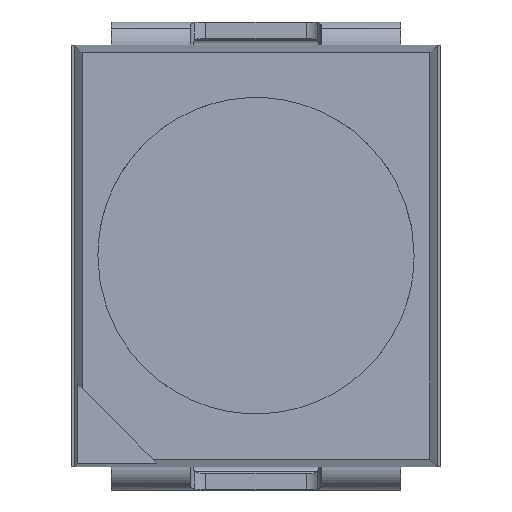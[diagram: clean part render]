
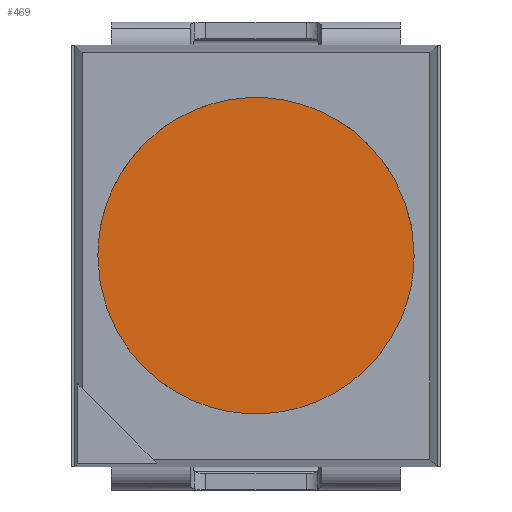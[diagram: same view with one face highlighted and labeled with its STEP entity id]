
A CAD part, top view. The second image highlights one B-rep face of the part: STEP entity #469.
In plain terms, the highlighted planar face has unit normal (0, 0, 1).
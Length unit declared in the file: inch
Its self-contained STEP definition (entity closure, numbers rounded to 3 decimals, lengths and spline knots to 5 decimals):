
#205 = EDGE_LOOP ( 'NONE', ( #1054, #1055 ) ) ;
#343 = VERTEX_POINT ( 'NONE', #1564 ) ;
#344 = VERTEX_POINT ( 'NONE', #1565 ) ;
#469 = ADVANCED_FACE ( 'NONE', ( #1300 ), #2081, .T. ) ;
#585 = EDGE_CURVE ( 'NONE', #343, #344, #2792, .T. ) ;
#589 = EDGE_CURVE ( 'NONE', #344, #343, #2793, .T. ) ;
#628 = AXIS2_PLACEMENT_3D ( 'NONE', #2083, #2220, #2221 ) ;
#1054 = ORIENTED_EDGE ( 'NONE', *, *, #585, .T. ) ;
#1055 = ORIENTED_EDGE ( 'NONE', *, *, #589, .T. ) ;
#1300 = FACE_OUTER_BOUND ( 'NONE', #205, .T. ) ;
#1564 = CARTESIAN_POINT ( 'NONE',  ( -0.04724, 0., -0.00082 ) ) ;
#1565 = CARTESIAN_POINT ( 'NONE',  ( 0.04724, 0., -0.00082 ) ) ;
#2081 = PLANE ( 'NONE',  #628 ) ;
#2083 = CARTESIAN_POINT ( 'NONE',  ( -0.04819, 0.04819, -0.00082 ) ) ;
#2220 = DIRECTION ( 'NONE',  ( 0., 0., 1. ) ) ;
#2221 = DIRECTION ( 'NONE',  ( 1., 0., 0. ) ) ;
#2611 = CARTESIAN_POINT ( 'NONE',  ( -0.04724, 0., -0.00082 ) ) ;
#2619 = CARTESIAN_POINT ( 'NONE',  ( 0.04724, 0., -0.00082 ) ) ;
#2658 = CARTESIAN_POINT ( 'NONE',  ( -0.04724, -0.00302, -0.00082 ) ) ;
#2659 = CARTESIAN_POINT ( 'NONE',  ( -0.04682, -0.00745, -0.00082 ) ) ;
#2660 = CARTESIAN_POINT ( 'NONE',  ( -0.04561, -0.01247, -0.00082 ) ) ;
#2661 = CARTESIAN_POINT ( 'NONE',  ( -0.04494, -0.01459, -0.00082 ) ) ;
#2662 = CARTESIAN_POINT ( 'NONE',  ( -0.04446, -0.016, -0.00082 ) ) ;
#2663 = CARTESIAN_POINT ( 'NONE',  ( -0.04423, -0.01663, -0.00082 ) ) ;
#2664 = CARTESIAN_POINT ( 'NONE',  ( -0.04153, -0.02345, -0.00082 ) ) ;
#2665 = CARTESIAN_POINT ( 'NONE',  ( -0.03802, -0.0288, -0.00082 ) ) ;
#2666 = CARTESIAN_POINT ( 'NONE',  ( -0.0311, -0.03571, -0.00082 ) ) ;
#2667 = CARTESIAN_POINT ( 'NONE',  ( -0.02737, -0.03876, -0.00082 ) ) ;
#2668 = CARTESIAN_POINT ( 'NONE',  ( -0.02254, -0.04158, -0.00082 ) ) ;
#2669 = CARTESIAN_POINT ( 'NONE',  ( -0.02037, -0.04264, -0.00082 ) ) ;
#2670 = CARTESIAN_POINT ( 'NONE',  ( -0.0189, -0.04331, -0.00082 ) ) ;
#2671 = CARTESIAN_POINT ( 'NONE',  ( -0.01809, -0.04365, -0.00082 ) ) ;
#2672 = CARTESIAN_POINT ( 'NONE',  ( -0.01181, -0.04614, -0.00082 ) ) ;
#2673 = CARTESIAN_POINT ( 'NONE',  ( -0.00601, -0.04724, -0.00082 ) ) ;
#2674 = CARTESIAN_POINT ( 'NONE',  ( 0.003, -0.04724, -0.00082 ) ) ;
#2675 = CARTESIAN_POINT ( 'NONE',  ( 0.00743, -0.04683, -0.00082 ) ) ;
#2676 = CARTESIAN_POINT ( 'NONE',  ( 0.01246, -0.04562, -0.00082 ) ) ;
#2677 = CARTESIAN_POINT ( 'NONE',  ( 0.01458, -0.04495, -0.00082 ) ) ;
#2678 = CARTESIAN_POINT ( 'NONE',  ( 0.01599, -0.04446, -0.00082 ) ) ;
#2679 = CARTESIAN_POINT ( 'NONE',  ( 0.01663, -0.04423, -0.00082 ) ) ;
#2680 = CARTESIAN_POINT ( 'NONE',  ( 0.02345, -0.04153, -0.00082 ) ) ;
#2681 = CARTESIAN_POINT ( 'NONE',  ( 0.0288, -0.03802, -0.00082 ) ) ;
#2682 = CARTESIAN_POINT ( 'NONE',  ( 0.03571, -0.0311, -0.00082 ) ) ;
#2683 = CARTESIAN_POINT ( 'NONE',  ( 0.03876, -0.02737, -0.00082 ) ) ;
#2684 = CARTESIAN_POINT ( 'NONE',  ( 0.04158, -0.02254, -0.00082 ) ) ;
#2685 = CARTESIAN_POINT ( 'NONE',  ( 0.04264, -0.02037, -0.00082 ) ) ;
#2686 = CARTESIAN_POINT ( 'NONE',  ( 0.04331, -0.0189, -0.00082 ) ) ;
#2687 = CARTESIAN_POINT ( 'NONE',  ( 0.04365, -0.01809, -0.00082 ) ) ;
#2688 = CARTESIAN_POINT ( 'NONE',  ( 0.04613, -0.01183, -0.00082 ) ) ;
#2689 = CARTESIAN_POINT ( 'NONE',  ( 0.04723, -0.00603, -0.00082 ) ) ;
#2690 = CARTESIAN_POINT ( 'NONE',  ( 0.04724, 0., -0.00082 ) ) ;
#2698 = CARTESIAN_POINT ( 'NONE',  ( 0.04724, 0.00302, -0.00082 ) ) ;
#2699 = CARTESIAN_POINT ( 'NONE',  ( 0.04682, 0.00745, -0.00082 ) ) ;
#2700 = CARTESIAN_POINT ( 'NONE',  ( 0.04561, 0.01247, -0.00082 ) ) ;
#2701 = CARTESIAN_POINT ( 'NONE',  ( 0.04494, 0.01459, -0.00082 ) ) ;
#2702 = CARTESIAN_POINT ( 'NONE',  ( 0.04446, 0.016, -0.00082 ) ) ;
#2703 = CARTESIAN_POINT ( 'NONE',  ( 0.04423, 0.01663, -0.00082 ) ) ;
#2704 = CARTESIAN_POINT ( 'NONE',  ( 0.04153, 0.02345, -0.00082 ) ) ;
#2705 = CARTESIAN_POINT ( 'NONE',  ( 0.03802, 0.0288, -0.00082 ) ) ;
#2706 = CARTESIAN_POINT ( 'NONE',  ( 0.0311, 0.03571, -0.00082 ) ) ;
#2707 = CARTESIAN_POINT ( 'NONE',  ( 0.02737, 0.03876, -0.00082 ) ) ;
#2708 = CARTESIAN_POINT ( 'NONE',  ( 0.02254, 0.04158, -0.00082 ) ) ;
#2709 = CARTESIAN_POINT ( 'NONE',  ( 0.02037, 0.04264, -0.00082 ) ) ;
#2710 = CARTESIAN_POINT ( 'NONE',  ( 0.0189, 0.04331, -0.00082 ) ) ;
#2711 = CARTESIAN_POINT ( 'NONE',  ( 0.01809, 0.04365, -0.00082 ) ) ;
#2712 = CARTESIAN_POINT ( 'NONE',  ( 0.01181, 0.04614, -0.00082 ) ) ;
#2713 = CARTESIAN_POINT ( 'NONE',  ( 0.00601, 0.04724, -0.00082 ) ) ;
#2714 = CARTESIAN_POINT ( 'NONE',  ( -0.003, 0.04724, -0.00082 ) ) ;
#2715 = CARTESIAN_POINT ( 'NONE',  ( -0.00743, 0.04683, -0.00082 ) ) ;
#2716 = CARTESIAN_POINT ( 'NONE',  ( -0.01246, 0.04562, -0.00082 ) ) ;
#2717 = CARTESIAN_POINT ( 'NONE',  ( -0.01458, 0.04495, -0.00082 ) ) ;
#2718 = CARTESIAN_POINT ( 'NONE',  ( -0.01599, 0.04446, -0.00082 ) ) ;
#2719 = CARTESIAN_POINT ( 'NONE',  ( -0.01663, 0.04423, -0.00082 ) ) ;
#2720 = CARTESIAN_POINT ( 'NONE',  ( -0.02345, 0.04153, -0.00082 ) ) ;
#2721 = CARTESIAN_POINT ( 'NONE',  ( -0.0288, 0.03802, -0.00082 ) ) ;
#2722 = CARTESIAN_POINT ( 'NONE',  ( -0.03571, 0.0311, -0.00082 ) ) ;
#2723 = CARTESIAN_POINT ( 'NONE',  ( -0.03876, 0.02737, -0.00082 ) ) ;
#2724 = CARTESIAN_POINT ( 'NONE',  ( -0.04158, 0.02254, -0.00082 ) ) ;
#2725 = CARTESIAN_POINT ( 'NONE',  ( -0.04264, 0.02037, -0.00082 ) ) ;
#2726 = CARTESIAN_POINT ( 'NONE',  ( -0.04331, 0.0189, -0.00082 ) ) ;
#2727 = CARTESIAN_POINT ( 'NONE',  ( -0.04365, 0.01809, -0.00082 ) ) ;
#2728 = CARTESIAN_POINT ( 'NONE',  ( -0.04613, 0.01183, -0.00082 ) ) ;
#2729 = CARTESIAN_POINT ( 'NONE',  ( -0.04723, 0.00603, -0.00082 ) ) ;
#2730 = CARTESIAN_POINT ( 'NONE',  ( -0.04724, 0., -0.00082 ) ) ;
#2792 = B_SPLINE_CURVE_WITH_KNOTS ( 'NONE', 3,
 ( #2611, #2658, #2659, #2660, #2661, #2662, #2663, #2664, #2665, #2666, #2667, #2668, #2669, #2670, #2671, #2672, #2673, #2674, #2675, #2676, #2677, #2678, #2679, #2680, #2681, #2682, #2683, #2684, #2685, #2686, #2687, #2688, #2689, #2690 ),
 .UNSPECIFIED., .F., .F.,
 ( 4, 1, 1, 2, 2, 2, 1, 1, 2, 2, 2, 1, 1, 2, 2, 2, 1, 1, 2, 2, 4 ),
 ( 0., 0.00024, 0.00035, 0.00041, 0.00047, 0.00094, 0.00118, 0.0013, 0.00136, 0.00142, 0.00189, 0.00212, 0.00224, 0.0023, 0.00236, 0.00283, 0.00307, 0.00318, 0.00324, 0.0033, 0.00377 ),
 .UNSPECIFIED. ) ;
#2793 = B_SPLINE_CURVE_WITH_KNOTS ( 'NONE', 3,
 ( #2619, #2698, #2699, #2700, #2701, #2702, #2703, #2704, #2705, #2706, #2707, #2708, #2709, #2710, #2711, #2712, #2713, #2714, #2715, #2716, #2717, #2718, #2719, #2720, #2721, #2722, #2723, #2724, #2725, #2726, #2727, #2728, #2729, #2730 ),
 .UNSPECIFIED., .F., .F.,
 ( 4, 1, 1, 2, 2, 2, 1, 1, 2, 2, 2, 1, 1, 2, 2, 2, 1, 1, 2, 2, 4 ),
 ( 0., 0.00024, 0.00035, 0.00041, 0.00047, 0.00094, 0.00118, 0.0013, 0.00136, 0.00142, 0.00189, 0.00212, 0.00224, 0.0023, 0.00236, 0.00283, 0.00307, 0.00318, 0.00324, 0.0033, 0.00377 ),
 .UNSPECIFIED. ) ;
